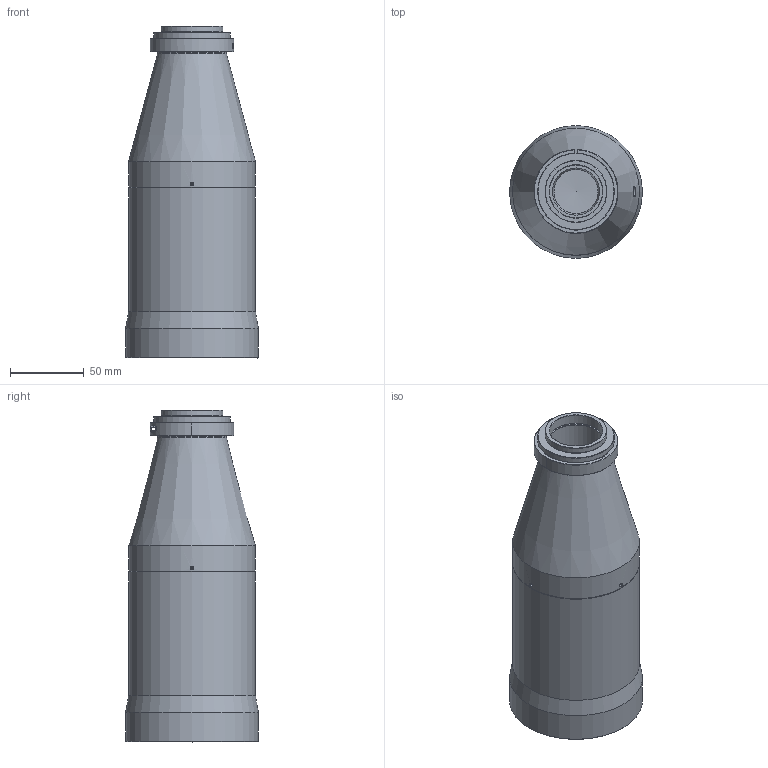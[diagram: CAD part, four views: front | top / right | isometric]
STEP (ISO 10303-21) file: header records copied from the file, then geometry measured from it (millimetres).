
FILE_DESCRIPTION( ('This file contains a STEP AP42 implementation' ,'as created by ZW3D STEP Interface translator.') ,'2;1' );
FILE_NAME( 'TC039185W_俋倛3D.stp' ,'2410 9.115614', (''), ('ZWCAD Software Co.'), 'Version 1.0', 'ZW3D to STEP translator', '' );
FILE_SCHEMA(('AUTOMOTIVE_DESIGN { 1 0 10303 214 1 1 1 1 }'));
Length unit declared in the file: millimetre
Products named in the file (1): 0
Bounding box: 90 x 90 x 225.08 mm (x, y, z)
Volume: 1024592.1 mm3; surface area: 75880 mm2
Topology: 1 solids, 1 shells, 295 faces, 781 edges, 512 vertices
Faces by surface type: bspline 96, plane 87, cylinder 61, cone 50, sphere 1
Full cylindrical faces by diameter (mm): 2.2 x4, 2.5 x2, 6.5 x1, 36 x2, 37.5 x1, 38.5 x1, 41 x1, 42 x1, 42.5 x2, 43.5 x1, 46.5 x2, 52 x1, 81.4 x1, 82.2 x1, 86 x2, 90 x1
Entity records: 12434 total; most frequent: CARTESIAN_POINT 5424, ORIENTED_EDGE 1560, DIRECTION 1082, EDGE_CURVE 780, VERTEX_POINT 512, AXIS2_PLACEMENT_3D 399, EDGE_LOOP 338, FACE_OUTER_BOUND 295
